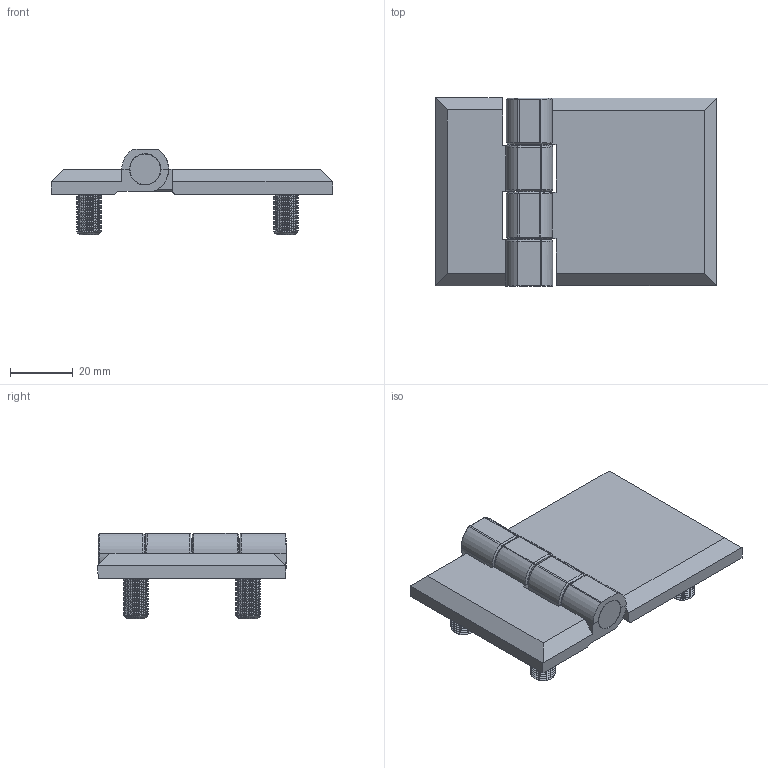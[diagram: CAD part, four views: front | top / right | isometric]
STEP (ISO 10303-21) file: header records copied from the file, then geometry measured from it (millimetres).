
FILE_DESCRIPTION (( 'STEP AP203' ), '1' );
FILE_NAME ('MY6090.1.5.1.BOYALI.STEP', '2022-08-16T11:23:29', ( '' ), ( '' ), 'SwSTEP 2.0', 'SolidWorks 2021', '' );
FILE_SCHEMA (( 'CONFIG_CONTROL_DESIGN' ));
Length unit declared in the file: millimetre
Products named in the file (1): MY6090.1.5.1.BOYALI
Bounding box: 90.07 x 60.21 x 27.5 mm (x, y, z)
Surface area: 20674.5 mm2 (no closed solid volume)
Topology: 0 solids, 8 shells, 373 faces, 1050 edges, 684 vertices
Faces by surface type: cylinder 190, plane 90, cone 53, bspline 28, sphere 6, torus 6
Entity records: 20604 total; most frequent: CARTESIAN_POINT 12319, ORIENTED_EDGE 2017, DIRECTION 1363, EDGE_CURVE 1050, VERTEX_POINT 684, AXIS2_PLACEMENT_3D 476, VECTOR 411, LINE 411
